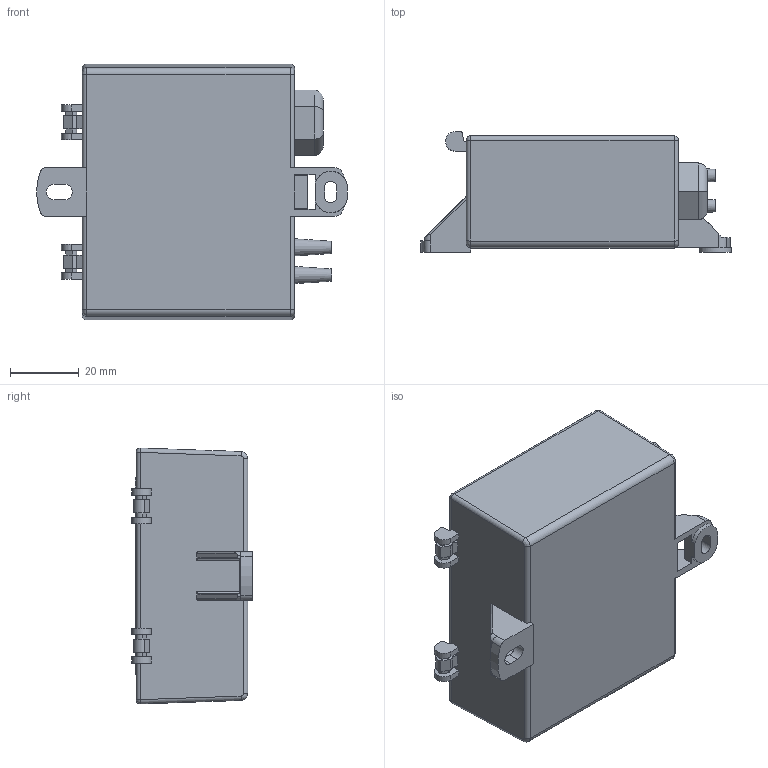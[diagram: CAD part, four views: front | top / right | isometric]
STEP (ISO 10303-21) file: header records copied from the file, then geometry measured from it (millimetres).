
FILE_DESCRIPTION(/* description */ (''),/* implementation_level */ '2;1');
FILE_NAME(/* name */ 'PTH-6201.stp',/* time_stamp */ '2024-02-21T16:00:15+07:00',/* author */ ('Admin'),/* organization */ (''),/* preprocessor_version */ 'ST-DEVELOPER v19.2',/* originating_system */ 'Autodesk Inventor 2024',/* authorisation */ '');
FILE_SCHEMA (('AUTOMOTIVE_DESIGN { 1 0 10303 214 3 1 1 }'));
Length unit declared in the file: millimetre
Products named in the file (1): Part9
Bounding box: 90.69 x 35.15 x 74.7 mm (x, y, z)
Volume: 137746.2 mm3; surface area: 24693.6 mm2
Topology: 1 solids, 1 shells, 562 faces, 1519 edges, 996 vertices
Faces by surface type: plane 319, bspline 140, cylinder 93, sphere 6, cone 2, torus 2
Full cylindrical faces by diameter (mm): 13.761 x4
Entity records: 19483 total; most frequent: CARTESIAN_POINT 6072, ORIENTED_EDGE 3038, DIRECTION 2260, EDGE_CURVE 1519, LINE 1052, VECTOR 1052, VERTEX_POINT 996, EDGE_LOOP 615
